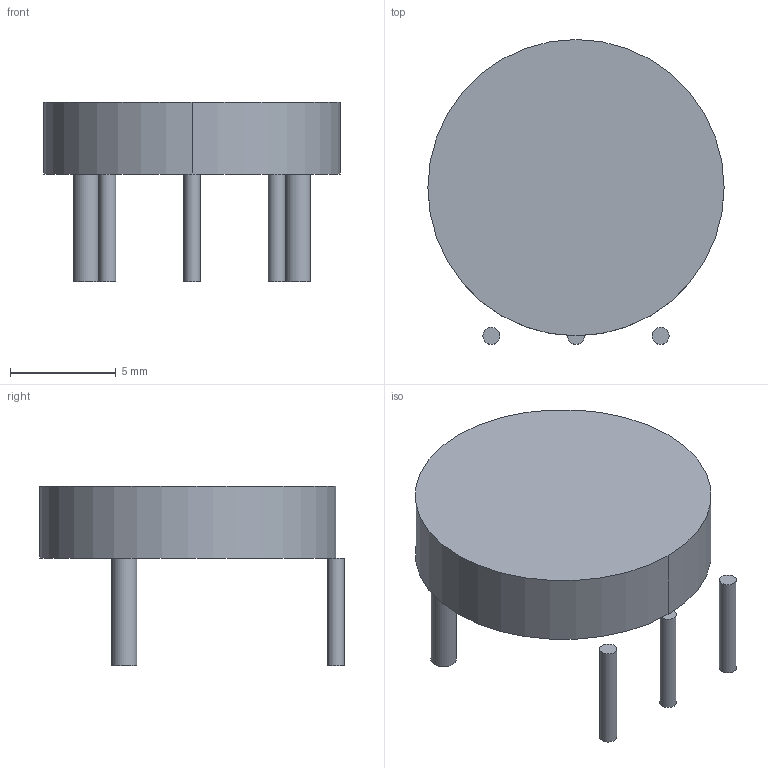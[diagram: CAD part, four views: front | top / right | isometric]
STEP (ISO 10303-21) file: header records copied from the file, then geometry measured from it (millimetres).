
FILE_DESCRIPTION(('FreeCAD Model'),'2;1');
FILE_NAME('1051039.1.2.stp','2020-04-20T14:17:19',( 'Author'),(''),'Open CASCADE STEP processor 6.9','FreeCAD','Unknown' );
FILE_SCHEMA(('AUTOMOTIVE_DESIGN { 1 0 10303 214 1 1 1 1 }'));
Length unit declared in the file: millimetre
Products named in the file (3): ASSEMBLY; Body; Leads
Assembly tree (6 placements, depth 2):
  ASSEMBLY
    Body
    Leads  x5
Bounding box: 14 x 14.4 x 8.5 mm (x, y, z)
Volume: 619.5 mm3; surface area: 879.6 mm2
Topology: 26 solids, 26 shells, 79 faces, 81 edges, 54 vertices
Faces by surface type: plane 52, cylinder 27
Full cylindrical faces by diameter (mm): 0.8 x15, 1.2 x10
Entity records: 768 total; most frequent: DIRECTION 129, CARTESIAN_POINT 103, ORIENTED_EDGE 42, PCURVE 42, DEFINITIONAL_REPRESENTATION 42, AXIS2_PLACEMENT_3D 40, LINE 35, VECTOR 35
